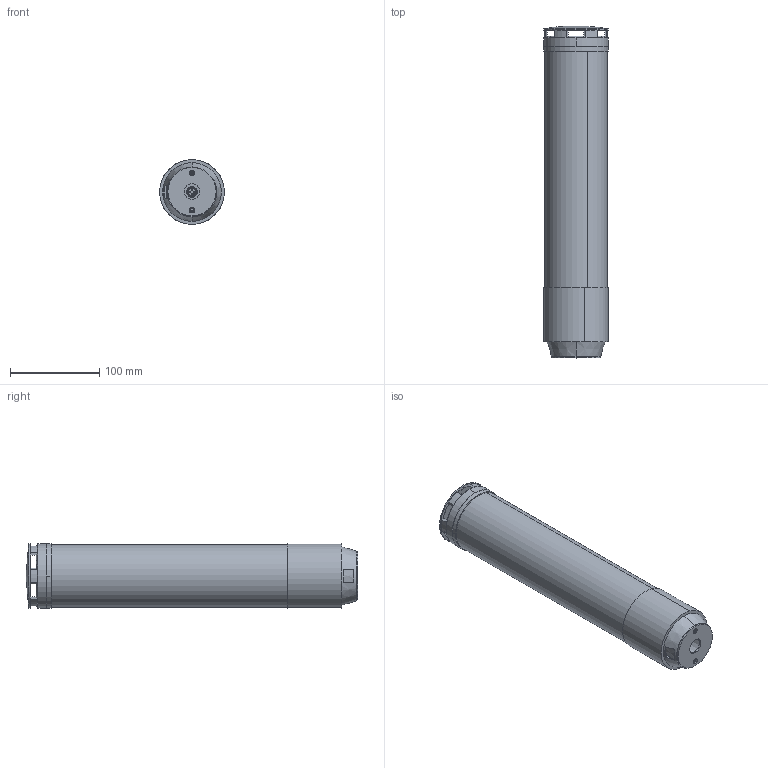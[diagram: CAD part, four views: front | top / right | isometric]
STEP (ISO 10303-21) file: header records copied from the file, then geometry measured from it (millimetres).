
FILE_DESCRIPTION(('STEP AP214'),'1');
FILE_NAME('cctmp_66598CDC-67FA-47C1-B7C9-607A84D6D0A7_2023_07_24_21_26_21_0077..stp','2023-07-24T19:26:21',('SIEMENS A&D'),('CADClick - www.CADClick.com'),'Spatial InterOp 3D postprocessed',' ','unknown authorization');
FILE_SCHEMA(('AUTOMOTIVE_DESIGN'));
Length unit declared in the file: millimetre
Products named in the file (1): 2023_07_24_21_26_21_0062
Bounding box: 72.5 x 371.8 x 72.5 mm (x, y, z)
Volume: 1353628 mm3; surface area: 211504.4 mm2
Topology: 1 solids, 2 shells, 276 faces, 757 edges, 492 vertices
Faces by surface type: plane 119, cylinder 90, cone 55, sphere 12
Entity records: 9809 total; most frequent: CARTESIAN_POINT 1990, ORIENTED_EDGE 1490, DIRECTION 1436, EDGE_CURVE 745, AXIS2_PLACEMENT_3D 560, VERTEX_POINT 492, LINE 316, VECTOR 316
